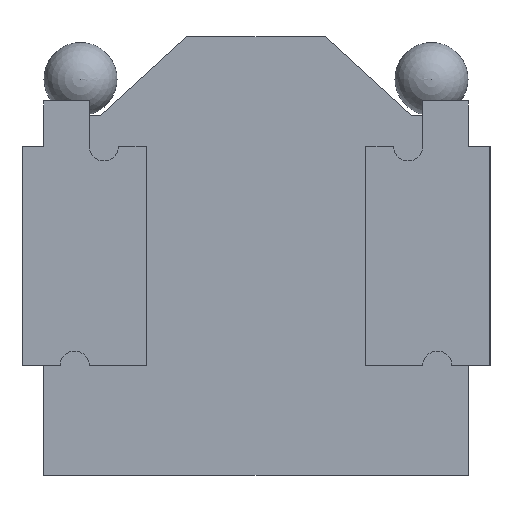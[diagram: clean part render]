
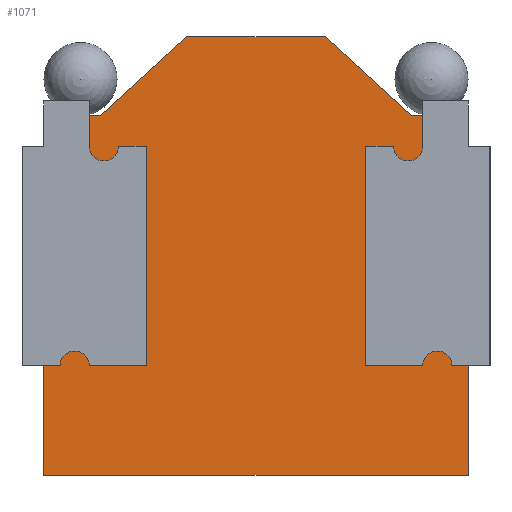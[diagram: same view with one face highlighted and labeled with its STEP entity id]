
A CAD part, front view. The second image highlights one B-rep face of the part: STEP entity #1071.
In plain terms, the highlighted planar face has unit normal (0, -1, 0).
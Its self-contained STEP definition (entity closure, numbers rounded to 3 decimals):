
#17 = VECTOR ( 'NONE', #602, 1000. ) ;
#30 = CARTESIAN_POINT ( 'NONE',  ( 1.45, 0.1, -1.5 ) ) ;
#101 = VECTOR ( 'NONE', #321, 1000. ) ;
#181 = EDGE_CURVE ( 'NONE', #1607, #384, #1560, .T. ) ;
#206 = CARTESIAN_POINT ( 'NONE',  ( 1.45, 0.1, 0.96 ) ) ;
#233 = LINE ( 'NONE', #639, #1576 ) ;
#312 = LINE ( 'NONE', #1082, #697 ) ;
#317 = VECTOR ( 'NONE', #381, 1000. ) ;
#321 = DIRECTION ( 'NONE',  ( -1., 0., 0. ) ) ;
#325 = ORIENTED_EDGE ( 'NONE', *, *, #181, .T. ) ;
#330 = DIRECTION ( 'NONE',  ( -1., 0., 0. ) ) ;
#381 = DIRECTION ( 'NONE',  ( 1., 0., 0. ) ) ;
#383 = CARTESIAN_POINT ( 'NONE',  ( 1.45, 0.1, 0.96 ) ) ;
#384 = VERTEX_POINT ( 'NONE', #383 ) ;
#385 = CARTESIAN_POINT ( 'NONE',  ( -1.45, 0.1, -1.5 ) ) ;
#438 = FACE_OUTER_BOUND ( 'NONE', #1461, .T. ) ;
#442 = ORIENTED_EDGE ( 'NONE', *, *, #740, .T. ) ;
#469 = CARTESIAN_POINT ( 'NONE',  ( -0.475, 0.1, 1.5 ) ) ;
#490 = EDGE_CURVE ( 'NONE', #550, #506, #1011, .T. ) ;
#506 = VERTEX_POINT ( 'NONE', #1610 ) ;
#514 = DIRECTION ( 'NONE',  ( -0.737, 0., -0.676 ) ) ;
#518 = CARTESIAN_POINT ( 'NONE',  ( -1.064, 0.1, 0.96 ) ) ;
#550 = VERTEX_POINT ( 'NONE', #1220 ) ;
#552 = CARTESIAN_POINT ( 'NONE',  ( -1.45, 0.1, 0.96 ) ) ;
#602 = DIRECTION ( 'NONE',  ( -0.737, 0., 0.676 ) ) ;
#614 = DIRECTION ( 'NONE',  ( 0., 0., 1. ) ) ;
#639 = CARTESIAN_POINT ( 'NONE',  ( -1.064, 0.1, 0.96 ) ) ;
#659 = VECTOR ( 'NONE', #1569, 1000. ) ;
#686 = ORIENTED_EDGE ( 'NONE', *, *, #884, .T. ) ;
#697 = VECTOR ( 'NONE', #1339, 1000. ) ;
#701 = LINE ( 'NONE', #1039, #317 ) ;
#702 = CARTESIAN_POINT ( 'NONE',  ( 1.45, 0.1, -1.5 ) ) ;
#740 = EDGE_CURVE ( 'NONE', #1215, #1607, #701, .T. ) ;
#748 = ORIENTED_EDGE ( 'NONE', *, *, #490, .T. ) ;
#758 = VERTEX_POINT ( 'NONE', #907 ) ;
#770 = VERTEX_POINT ( 'NONE', #518 ) ;
#785 = VECTOR ( 'NONE', #330, 1000. ) ;
#810 = VERTEX_POINT ( 'NONE', #552 ) ;
#830 = VECTOR ( 'NONE', #614, 1000. ) ;
#853 = AXIS2_PLACEMENT_3D ( 'NONE', #1148, #1141, #1651 ) ;
#884 = EDGE_CURVE ( 'NONE', #770, #810, #312, .T. ) ;
#907 = CARTESIAN_POINT ( 'NONE',  ( -0.475, 0.1, 1.5 ) ) ;
#965 = LINE ( 'NONE', #469, #785 ) ;
#980 = EDGE_CURVE ( 'NONE', #506, #758, #965, .T. ) ;
#1011 = LINE ( 'NONE', #1495, #17 ) ;
#1035 = EDGE_CURVE ( 'NONE', #384, #550, #1050, .T. ) ;
#1039 = CARTESIAN_POINT ( 'NONE',  ( 1.45, 0.1, -1.5 ) ) ;
#1047 = CARTESIAN_POINT ( 'NONE',  ( -1.45, 0.1, -1.5 ) ) ;
#1050 = LINE ( 'NONE', #206, #101 ) ;
#1071 = ADVANCED_FACE ( 'NONE', ( #438 ), #1404, .F. ) ;
#1082 = CARTESIAN_POINT ( 'NONE',  ( -1.45, 0.1, 0.96 ) ) ;
#1141 = DIRECTION ( 'NONE',  ( 0., 1., 0. ) ) ;
#1148 = CARTESIAN_POINT ( 'NONE',  ( 0., 0.1, 0. ) ) ;
#1158 = ORIENTED_EDGE ( 'NONE', *, *, #980, .T. ) ;
#1211 = LINE ( 'NONE', #1047, #659 ) ;
#1215 = VERTEX_POINT ( 'NONE', #385 ) ;
#1220 = CARTESIAN_POINT ( 'NONE',  ( 1.064, 0.1, 0.96 ) ) ;
#1300 = EDGE_CURVE ( 'NONE', #810, #1215, #1211, .T. ) ;
#1339 = DIRECTION ( 'NONE',  ( -1., 0., 0. ) ) ;
#1376 = ORIENTED_EDGE ( 'NONE', *, *, #1035, .T. ) ;
#1404 = PLANE ( 'NONE',  #853 ) ;
#1434 = EDGE_CURVE ( 'NONE', #758, #770, #233, .T. ) ;
#1461 = EDGE_LOOP ( 'NONE', ( #1543, #442, #325, #1376, #748, #1158, #1565, #686 ) ) ;
#1495 = CARTESIAN_POINT ( 'NONE',  ( 1.064, 0.1, 0.96 ) ) ;
#1543 = ORIENTED_EDGE ( 'NONE', *, *, #1300, .T. ) ;
#1560 = LINE ( 'NONE', #702, #830 ) ;
#1565 = ORIENTED_EDGE ( 'NONE', *, *, #1434, .T. ) ;
#1569 = DIRECTION ( 'NONE',  ( 0., 0., -1. ) ) ;
#1576 = VECTOR ( 'NONE', #514, 1000. ) ;
#1607 = VERTEX_POINT ( 'NONE', #30 ) ;
#1610 = CARTESIAN_POINT ( 'NONE',  ( 0.475, 0.1, 1.5 ) ) ;
#1651 = DIRECTION ( 'NONE',  ( 0., 0., 1. ) ) ;
